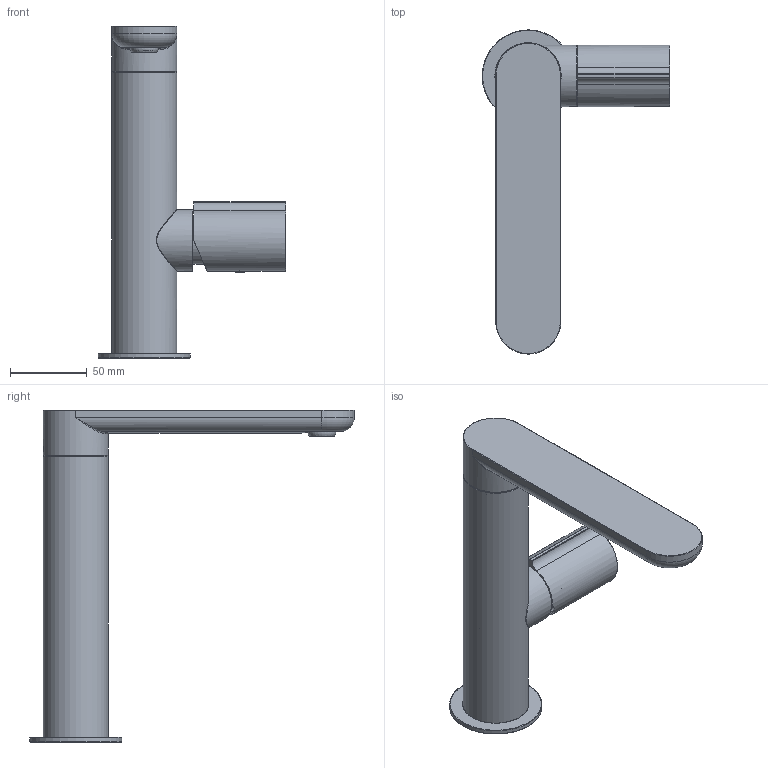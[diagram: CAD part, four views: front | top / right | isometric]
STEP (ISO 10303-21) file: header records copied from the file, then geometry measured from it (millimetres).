
FILE_DESCRIPTION(/* description */ ('Unknown'),/* implementation_level */ '2;1');
FILE_NAME(/* name */ 'GT004-00',/* time_stamp */ '2026-01-19T17:59:55+01:00',/* author */ ('Unknown'),/* organization */ ('Unknown'),/* preprocessor_version */ 'ST-DEVELOPER v20',/* originating_system */ 'Solid Edge',/* authorisation */ 'Unknown');
FILE_SCHEMA (('AUTOMOTIVE_DESIGN {1 0 10303 214 3 1 1}'));
Products named in the file (15): GT004-00; GT004-02; GT004-03; GT004-001_oa_0; GT004-04; GT003-08; GT004-05; GT004-06; FKM14-07; GT004-11; GT003-002_oa_1; gt003-002-1; gt003-002-2; gt003-002-3; gt003-002-4
Assembly tree (14 placements, depth 3):
  GT004-00
    GT004-02
    GT004-03
    GT004-001_oa_0
      GT004-04
      GT003-08
    GT004-05
    GT004-06
    FKM14-07
    GT004-11
    GT003-002_oa_1
      gt003-002-1
      gt003-002-2
      gt003-002-3
      gt003-002-4
Bounding box: 122.1 x 211.2 x 215.9 mm (x, y, z)
Volume: 183540 mm3; surface area: 112493.2 mm2
Topology: 12 solids, 12 shells, 1220 faces, 3490 edges, 2289 vertices
Faces by surface type: plane 928, cylinder 135, bspline 63, cone 44, torus 43, sphere 7
Full cylindrical faces by diameter (mm): 1.8 x1, 2.5 x1, 3.242 x2, 5 x2, 5.5 x1, 6.3 x1, 7 x1, 7.5 x1, 10 x2, 15 x1, 15.8 x1, 16 x2, 18 x2, 18.4 x1, 20 x1, 21.8 x1, 22 x1, 22.7 x1, 22.917 x1, 24.3 x1, 25.5 x1, 26 x1, 26.025 x1, 28.3 x1, 29 x1, 29.3 x1, 31 x2, 31.017 x1, 33 x1, 34.7 x1
Entity records: 60122 total; most frequent: CARTESIAN_POINT 27170, ORIENTED_EDGE 6582, DIRECTION 5890, EDGE_CURVE 3291, LINE 2628, VECTOR 2628, VERTEX_POINT 2218, AXIS2_PLACEMENT_3D 1631
